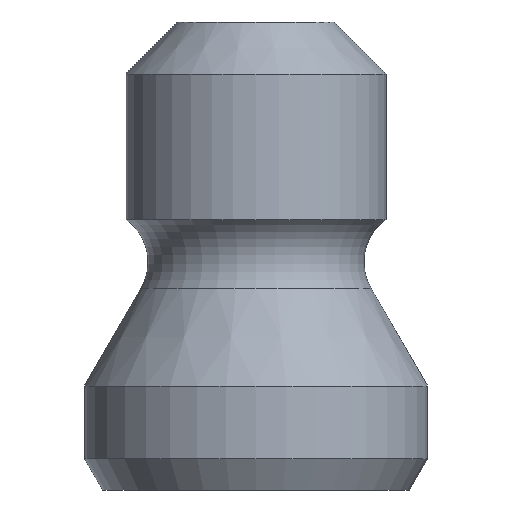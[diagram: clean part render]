
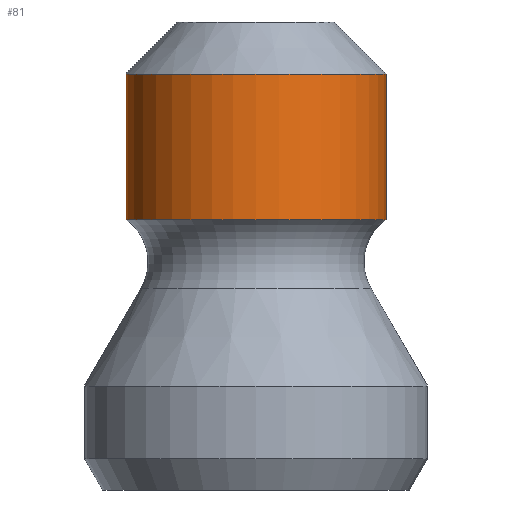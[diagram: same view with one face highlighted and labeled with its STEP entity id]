
A CAD part, front view. The second image highlights one B-rep face of the part: STEP entity #81.
In plain terms, the highlighted cylindrical face has radius 1.25 mm (diameter 2.5 mm), a partial arc.
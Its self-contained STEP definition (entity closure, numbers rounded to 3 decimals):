
#59=CYLINDRICAL_SURFACE('',#519,1.25);
#81=ADVANCED_FACE('',(#115),#59,.T.);
#115=FACE_OUTER_BOUND('',#142,.T.);
#142=EDGE_LOOP('',(#239,#240,#241,#242));
#169=LINE('',#740,#191);
#170=LINE('',#742,#192);
#191=VECTOR('',#608,1.);
#192=VECTOR('',#609,1.);
#239=ORIENTED_EDGE('',*,*,#398,.T.);
#240=ORIENTED_EDGE('',*,*,#397,.F.);
#241=ORIENTED_EDGE('',*,*,#399,.F.);
#242=ORIENTED_EDGE('',*,*,#400,.T.);
#347=VERTEX_POINT('',#733);
#348=VERTEX_POINT('',#735);
#349=VERTEX_POINT('',#741);
#350=VERTEX_POINT('',#743);
#397=EDGE_CURVE('',#348,#347,#457,.T.);
#398=EDGE_CURVE('',#349,#347,#169,.T.);
#399=EDGE_CURVE('',#350,#348,#170,.T.);
#400=EDGE_CURVE('',#350,#349,#458,.T.);
#457=CIRCLE('',#516,1.25);
#458=CIRCLE('',#518,1.25);
#516=AXIS2_PLACEMENT_3D('',#738,#604,#605);
#518=AXIS2_PLACEMENT_3D('',#744,#610,#611);
#519=AXIS2_PLACEMENT_3D('',#745,#612,#613);
#604=DIRECTION('',(0.,0.,-1.));
#605=DIRECTION('',(1.,0.,0.));
#608=DIRECTION('',(0.,0.,-1.));
#609=DIRECTION('',(0.,0.,-1.));
#610=DIRECTION('',(0.,0.,-1.));
#611=DIRECTION('',(1.,0.,0.));
#612=DIRECTION('',(0.,0.,-1.));
#613=DIRECTION('',(-1.,0.,0.));
#733=CARTESIAN_POINT('',(-1.25,0.,2.6));
#735=CARTESIAN_POINT('',(1.25,0.,2.6));
#738=CARTESIAN_POINT('',(0.,0.,2.6));
#740=CARTESIAN_POINT('',(-1.25,0.,4.));
#741=CARTESIAN_POINT('',(-1.25,0.,4.));
#742=CARTESIAN_POINT('',(1.25,0.,4.));
#743=CARTESIAN_POINT('',(1.25,0.,4.));
#744=CARTESIAN_POINT('',(0.,0.,4.));
#745=CARTESIAN_POINT('',(0.,0.,4.725));
